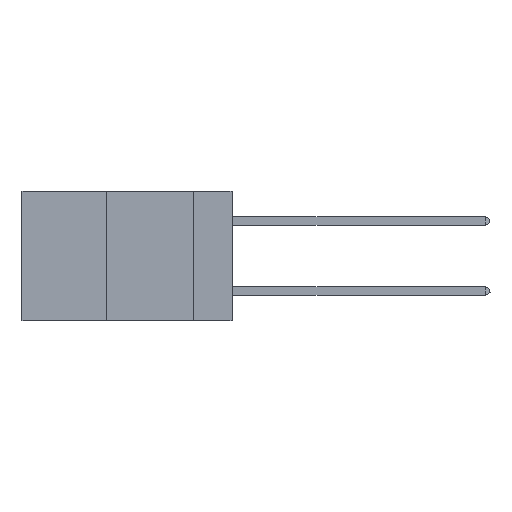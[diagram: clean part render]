
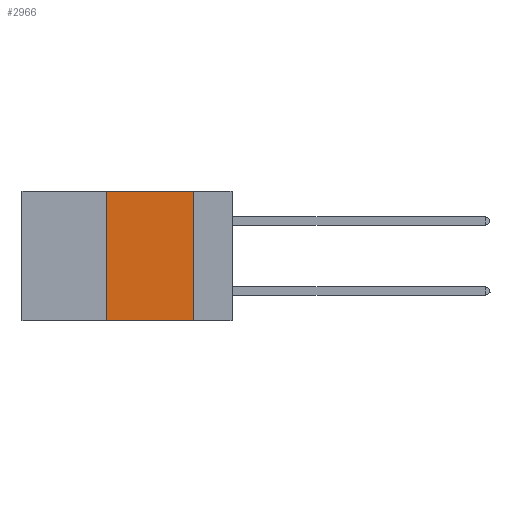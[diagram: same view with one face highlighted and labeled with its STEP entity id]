
A CAD part, left-side view. The second image highlights one B-rep face of the part: STEP entity #2966.
In plain terms, the highlighted planar face has unit normal (-1, 0, 0).
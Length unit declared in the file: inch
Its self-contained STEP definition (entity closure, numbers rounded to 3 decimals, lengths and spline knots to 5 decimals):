
#196 = DIRECTION ( 'NONE',  ( 0., 0., -1. ) ) ;
#335 = CARTESIAN_POINT ( 'NONE',  ( 0., 0.6, 0. ) ) ;
#1035 = LINE ( 'NONE', #335, #26880 ) ;
#1644 = EDGE_CURVE ( 'NONE', #13929, #20164, #15453, .T. ) ;
#2966 = ADVANCED_FACE ( 'NONE', ( #8182 ), #15101, .F. ) ;
#3432 = CARTESIAN_POINT ( 'NONE',  ( 0., 0.6, 0. ) ) ;
#4894 = VERTEX_POINT ( 'NONE', #8518 ) ;
#5228 = ORIENTED_EDGE ( 'NONE', *, *, #34886, .F. ) ;
#6114 = CARTESIAN_POINT ( 'NONE',  ( 0., 0.11, 0. ) ) ;
#7786 = ORIENTED_EDGE ( 'NONE', *, *, #10720, .F. ) ;
#8182 = FACE_OUTER_BOUND ( 'NONE', #20482, .T. ) ;
#8518 = CARTESIAN_POINT ( 'NONE',  ( 0., 0.36, -0.37 ) ) ;
#10229 = ORIENTED_EDGE ( 'NONE', *, *, #15200, .T. ) ;
#10720 = EDGE_CURVE ( 'NONE', #4894, #17866, #11954, .T. ) ;
#11954 = LINE ( 'NONE', #30946, #29205 ) ;
#12384 = DIRECTION ( 'NONE',  ( 0., 0., -1. ) ) ;
#13929 = VERTEX_POINT ( 'NONE', #35127 ) ;
#14525 = VECTOR ( 'NONE', #12384, 39.37008 ) ;
#14900 = VECTOR ( 'NONE', #39286, 39.37008 ) ;
#15101 = PLANE ( 'NONE',  #28869 ) ;
#15200 = EDGE_CURVE ( 'NONE', #4894, #20164, #16859, .T. ) ;
#15453 = LINE ( 'NONE', #6114, #14525 ) ;
#16859 = LINE ( 'NONE', #17736, #14900 ) ;
#17736 = CARTESIAN_POINT ( 'NONE',  ( 0., 0.6, -0.37 ) ) ;
#17866 = VERTEX_POINT ( 'NONE', #22195 ) ;
#19019 = DIRECTION ( 'NONE',  ( 0., 0., 1. ) ) ;
#20164 = VERTEX_POINT ( 'NONE', #25859 ) ;
#20482 = EDGE_LOOP ( 'NONE', ( #37098, #5228, #7786, #10229 ) ) ;
#22195 = CARTESIAN_POINT ( 'NONE',  ( 0., 0.36, 0. ) ) ;
#24686 = DIRECTION ( 'NONE',  ( 1., 0., 0. ) ) ;
#25859 = CARTESIAN_POINT ( 'NONE',  ( 0., 0.11, -0.37 ) ) ;
#26880 = VECTOR ( 'NONE', #31264, 39.37008 ) ;
#28869 = AXIS2_PLACEMENT_3D ( 'NONE', #3432, #24686, #196 ) ;
#29205 = VECTOR ( 'NONE', #19019, 39.37008 ) ;
#30946 = CARTESIAN_POINT ( 'NONE',  ( 0., 0.36, 0. ) ) ;
#31264 = DIRECTION ( 'NONE',  ( 0., -1., 0. ) ) ;
#34886 = EDGE_CURVE ( 'NONE', #17866, #13929, #1035, .T. ) ;
#35127 = CARTESIAN_POINT ( 'NONE',  ( 0., 0.11, 0. ) ) ;
#37098 = ORIENTED_EDGE ( 'NONE', *, *, #1644, .F. ) ;
#39286 = DIRECTION ( 'NONE',  ( 0., -1., 0. ) ) ;
